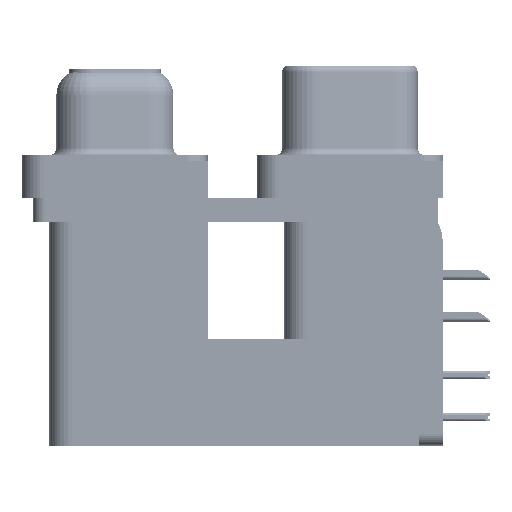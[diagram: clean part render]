
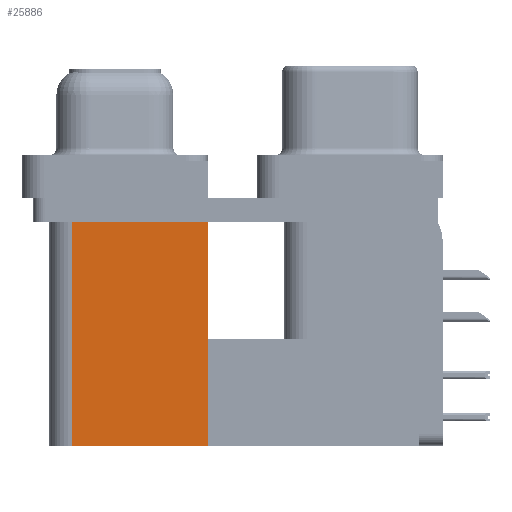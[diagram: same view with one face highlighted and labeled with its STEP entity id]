
A CAD part, left-side view. The second image highlights one B-rep face of the part: STEP entity #25886.
In plain terms, the highlighted planar face has unit normal (-1, 0, 0).
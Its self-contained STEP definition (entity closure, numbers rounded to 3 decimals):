
#833 = LINE ( 'NONE', #5550, #11198 ) ;
#952 = EDGE_CURVE ( 'NONE', #21977, #49096, #15045, .T. ) ;
#2636 = CARTESIAN_POINT ( 'NONE',  ( 3.7, 9.6, -19.2 ) ) ;
#3290 = ORIENTED_EDGE ( 'NONE', *, *, #952, .F. ) ;
#3568 = EDGE_CURVE ( 'NONE', #43609, #38249, #43705, .T. ) ;
#5550 = CARTESIAN_POINT ( 'NONE',  ( 3.7, 18.8, -19.2 ) ) ;
#7729 = DIRECTION ( 'NONE',  ( 1., 0., 0. ) ) ;
#9174 = DIRECTION ( 'NONE',  ( 0., 0., 1. ) ) ;
#9465 = CARTESIAN_POINT ( 'NONE',  ( 3.7, 18.8, -2.5 ) ) ;
#9919 = EDGE_CURVE ( 'NONE', #49096, #38249, #833, .T. ) ;
#11198 = VECTOR ( 'NONE', #9174, 1000. ) ;
#12427 = CARTESIAN_POINT ( 'NONE',  ( 3.7, 9.6, -19.2 ) ) ;
#15045 = LINE ( 'NONE', #40246, #33126 ) ;
#18497 = VECTOR ( 'NONE', #19289, 1000. ) ;
#18756 = DIRECTION ( 'NONE',  ( 0., 1., 0. ) ) ;
#19289 = DIRECTION ( 'NONE',  ( 0., 0., 1. ) ) ;
#19464 = DIRECTION ( 'NONE',  ( 0., 1., 0. ) ) ;
#20609 = ORIENTED_EDGE ( 'NONE', *, *, #39051, .T. ) ;
#21977 = VERTEX_POINT ( 'NONE', #50443 ) ;
#24084 = CARTESIAN_POINT ( 'NONE',  ( 3.7, 18.8, -19.2 ) ) ;
#25886 = ADVANCED_FACE ( 'NONE', ( #28784 ), #45689, .F. ) ;
#26369 = VECTOR ( 'NONE', #18756, 1000. ) ;
#28784 = FACE_OUTER_BOUND ( 'NONE', #29428, .T. ) ;
#29428 = EDGE_LOOP ( 'NONE', ( #54099, #42893, #3290, #20609 ) ) ;
#33126 = VECTOR ( 'NONE', #19464, 1000. ) ;
#34344 = AXIS2_PLACEMENT_3D ( 'NONE', #12427, #7729, #46239 ) ;
#38249 = VERTEX_POINT ( 'NONE', #9465 ) ;
#39051 = EDGE_CURVE ( 'NONE', #21977, #43609, #49225, .T. ) ;
#40246 = CARTESIAN_POINT ( 'NONE',  ( 3.7, 9.6, -19.2 ) ) ;
#42893 = ORIENTED_EDGE ( 'NONE', *, *, #9919, .F. ) ;
#43609 = VERTEX_POINT ( 'NONE', #48992 ) ;
#43705 = LINE ( 'NONE', #43986, #26369 ) ;
#43986 = CARTESIAN_POINT ( 'NONE',  ( 3.7, 9.6, -2.5 ) ) ;
#45689 = PLANE ( 'NONE',  #34344 ) ;
#46239 = DIRECTION ( 'NONE',  ( 0., 0., -1. ) ) ;
#48992 = CARTESIAN_POINT ( 'NONE',  ( 3.7, 9.6, -2.5 ) ) ;
#49096 = VERTEX_POINT ( 'NONE', #24084 ) ;
#49225 = LINE ( 'NONE', #2636, #18497 ) ;
#50443 = CARTESIAN_POINT ( 'NONE',  ( 3.7, 9.6, -19.2 ) ) ;
#54099 = ORIENTED_EDGE ( 'NONE', *, *, #3568, .T. ) ;
